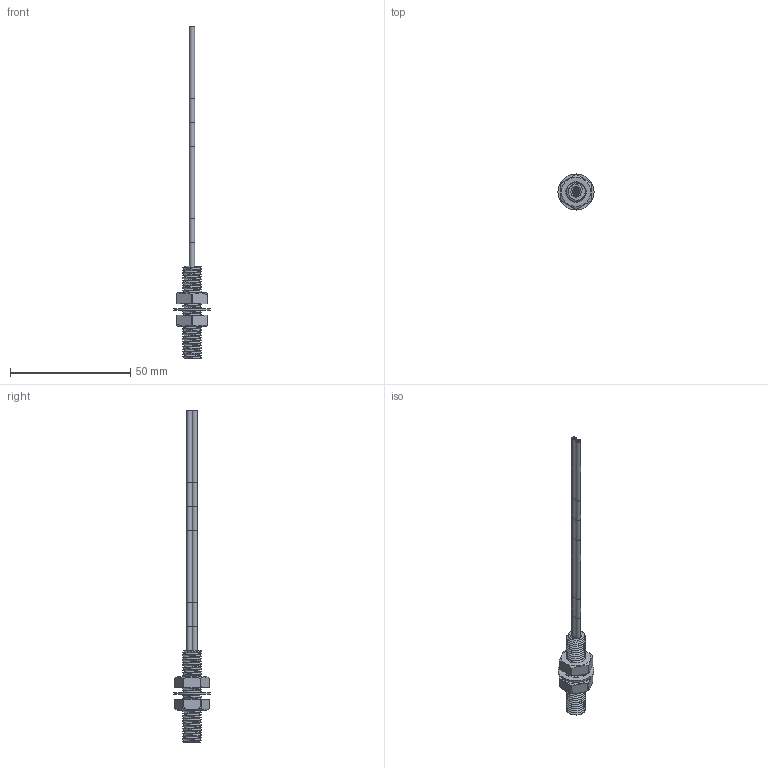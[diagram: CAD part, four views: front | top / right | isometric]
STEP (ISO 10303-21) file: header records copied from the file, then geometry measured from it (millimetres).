
FILE_DESCRIPTION((''),'2;1');
FILE_NAME('188737_ASM','2016-01-12T',('pdmadmin'),(''),'PRO/ENGINEER BY PARAMETRIC TECHNOLOGY CORPORATION, 2013230','PRO/ENGINEER BY PARAMETRIC TECHNOLOGY CORPORATION, 2013230','');
FILE_SCHEMA(('CONFIG_CONTROL_DESIGN'));
Length unit declared in the file: inch
Products named in the file (8): 39358; 10147; FIBER_CORE_1MM; 10147_BARE_CORE67; 10147_ASM; 36429_M8_ITLW_; 39297; 188737_ASM
Assembly tree (11 placements, depth 3):
  188737_ASM
    39358
    10147_ASM
      10147
      FIBER_CORE_1MM  x2
      10147_BARE_CORE67  x2
    10147
    36429_M8_ITLW_
    39297  x2
Bounding box: 15 x 15 x 138.1 mm (x, y, z)
Volume: 2739 mm3; surface area: 5905.4 mm2
Topology: 10 solids, 10 shells, 287 faces, 720 edges, 453 vertices
Faces by surface type: cylinder 152, plane 51, cone 48, bspline 28, torus 8
Entity records: 15141 total; most frequent: CARTESIAN_POINT 10034, ORIENTED_EDGE 1114, DIRECTION 909, EDGE_CURVE 557, VERTEX_POINT 355, AXIS2_PLACEMENT_3D 348, EDGE_LOOP 224, FACE_OUTER_BOUND 214
